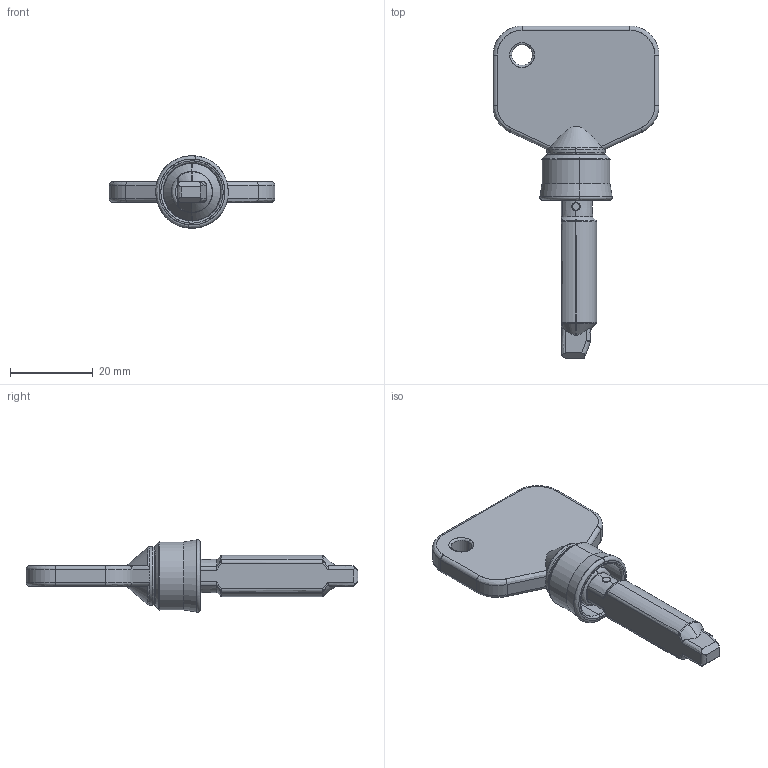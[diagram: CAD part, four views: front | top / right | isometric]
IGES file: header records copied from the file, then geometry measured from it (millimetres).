
Start section: SolidWorks IGES file using analytic representation for surfaces
Global section: file name: Key (iges format).IGS; native system: SolidWorks 2015; preprocessor: SolidWorks 2015; author: A; date: 160913.152559; units: millimetre
Bounding box: 40 x 80 x 17.45 mm (x, y, z)
Surface area: 6099.4 mm2 (no closed solid volume)
Topology: 0 solids, 0 shells, 191 faces, 2045 edges, 2039 vertices
Faces by surface type: revolution 97, bspline 94
